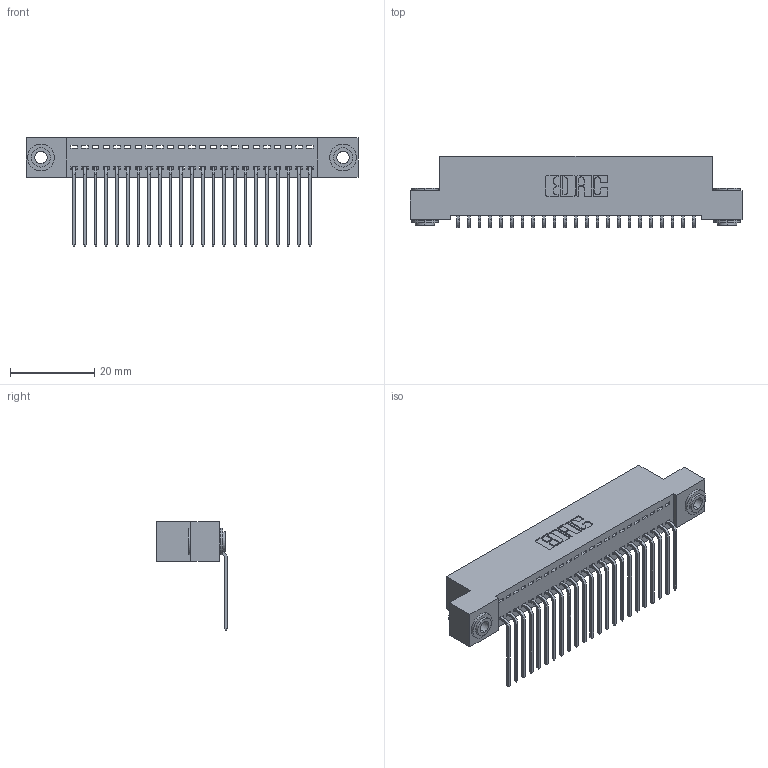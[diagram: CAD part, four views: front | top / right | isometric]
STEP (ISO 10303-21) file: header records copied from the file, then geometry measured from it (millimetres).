
FILE_DESCRIPTION (( 'STEP AP203' ), '1' );
FILE_NAME ('392-023-559-103.STEP', '2018-08-15T13:38:47', ( '' ), ( '' ), 'SwSTEP 2.0', 'SolidWorks 2016', '' );
FILE_SCHEMA (( 'CONFIG_CONTROL_DESIGN' ));
Length unit declared in the file: inch
Products named in the file (4): 342 Part_.156 TH; 345-292-001_558 559 Tail - 1; 342-250-002_345-250-002-102; 392-023-559-103
Assembly tree (26 placements, depth 2):
  392-023-559-103
    342 Part_.156 TH
    345-292-001_558 559 Tail - 1  x23
    342-250-002_345-250-002-102  x2
Bounding box: 78.74 x 16.83 x 25.78 mm (x, y, z)
Volume: 6933.4 mm3; surface area: 10488 mm2
Topology: 26 solids, 26 shells, 1528 faces, 4561 edges, 3006 vertices
Faces by surface type: plane 1088, cylinder 432, cone 8
Entity records: 17120 total; most frequent: CARTESIAN_POINT 2934, ORIENTED_EDGE 2886, DIRECTION 2547, EDGE_CURVE 1443, VECTOR 1291, LINE 1291, VERTEX_POINT 958, AXIS2_PLACEMENT_3D 628
